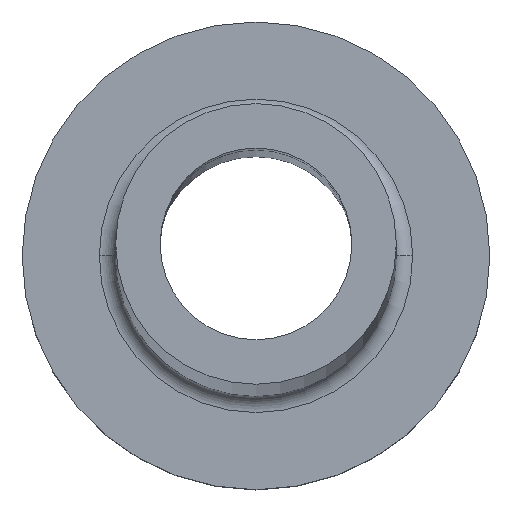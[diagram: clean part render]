
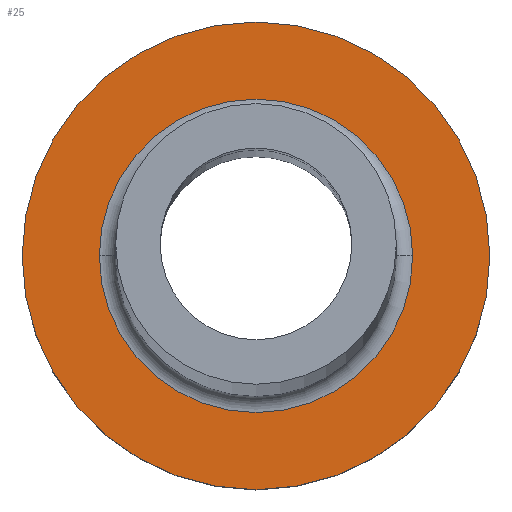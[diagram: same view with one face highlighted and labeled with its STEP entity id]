
A CAD part, top view. The second image highlights one B-rep face of the part: STEP entity #25.
In plain terms, the highlighted planar face has unit normal (0, 0, 1).
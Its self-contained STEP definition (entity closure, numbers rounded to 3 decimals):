
#2 = CIRCLE ( 'NONE', #103, 10. ) ;
#7 = DIRECTION ( 'NONE',  ( 0., 0., -1. ) ) ;
#9 = DIRECTION ( 'NONE',  ( 1., 0., 0. ) ) ;
#25 = ADVANCED_FACE ( 'NONE', ( #194, #26 ), #169, .T. ) ;
#26 = FACE_OUTER_BOUND ( 'NONE', #296, .T. ) ;
#34 = EDGE_LOOP ( 'NONE', ( #417, #253 ) ) ;
#56 = AXIS2_PLACEMENT_3D ( 'NONE', #294, #431, #9 ) ;
#73 = CARTESIAN_POINT ( 'NONE',  ( -10., 0., 7. ) ) ;
#90 = DIRECTION ( 'NONE',  ( 0., 0., 1. ) ) ;
#103 = AXIS2_PLACEMENT_3D ( 'NONE', #227, #192, #157 ) ;
#112 = AXIS2_PLACEMENT_3D ( 'NONE', #238, #90, #229 ) ;
#114 = DIRECTION ( 'NONE',  ( 0., 0., 1. ) ) ;
#144 = CARTESIAN_POINT ( 'NONE',  ( 0., 0., 7. ) ) ;
#146 = EDGE_CURVE ( 'NONE', #315, #385, #392, .T. ) ;
#148 = DIRECTION ( 'NONE',  ( 1., 0., 0. ) ) ;
#150 = ORIENTED_EDGE ( 'NONE', *, *, #262, .T. ) ;
#157 = DIRECTION ( 'NONE',  ( 1., 0., 0. ) ) ;
#160 = CARTESIAN_POINT ( 'NONE',  ( 6.7, 0., 7. ) ) ;
#169 = PLANE ( 'NONE',  #112 ) ;
#180 = CIRCLE ( 'NONE', #409, 6.7 ) ;
#185 = CARTESIAN_POINT ( 'NONE',  ( 0., 0., 7. ) ) ;
#187 = AXIS2_PLACEMENT_3D ( 'NONE', #144, #114, #148 ) ;
#192 = DIRECTION ( 'NONE',  ( 0., 0., 1. ) ) ;
#194 = FACE_BOUND ( 'NONE', #34, .T. ) ;
#208 = VERTEX_POINT ( 'NONE', #73 ) ;
#211 = CIRCLE ( 'NONE', #187, 10. ) ;
#225 = CARTESIAN_POINT ( 'NONE',  ( 10., 0., 7. ) ) ;
#227 = CARTESIAN_POINT ( 'NONE',  ( 0., 0., 7. ) ) ;
#229 = DIRECTION ( 'NONE',  ( 1., 0., 0. ) ) ;
#238 = CARTESIAN_POINT ( 'NONE',  ( 0., 0., 7. ) ) ;
#253 = ORIENTED_EDGE ( 'NONE', *, *, #146, .T. ) ;
#262 = EDGE_CURVE ( 'NONE', #208, #378, #211, .T. ) ;
#294 = CARTESIAN_POINT ( 'NONE',  ( 0., 0., 7. ) ) ;
#296 = EDGE_LOOP ( 'NONE', ( #150, #434 ) ) ;
#315 = VERTEX_POINT ( 'NONE', #335 ) ;
#335 = CARTESIAN_POINT ( 'NONE',  ( -6.7, 0., 7. ) ) ;
#354 = EDGE_CURVE ( 'NONE', #385, #315, #180, .T. ) ;
#358 = EDGE_CURVE ( 'NONE', #378, #208, #2, .T. ) ;
#378 = VERTEX_POINT ( 'NONE', #225 ) ;
#385 = VERTEX_POINT ( 'NONE', #160 ) ;
#392 = CIRCLE ( 'NONE', #56, 6.7 ) ;
#393 = DIRECTION ( 'NONE',  ( 1., 0., 0. ) ) ;
#409 = AXIS2_PLACEMENT_3D ( 'NONE', #185, #7, #393 ) ;
#417 = ORIENTED_EDGE ( 'NONE', *, *, #354, .T. ) ;
#431 = DIRECTION ( 'NONE',  ( 0., 0., -1. ) ) ;
#434 = ORIENTED_EDGE ( 'NONE', *, *, #358, .T. ) ;
